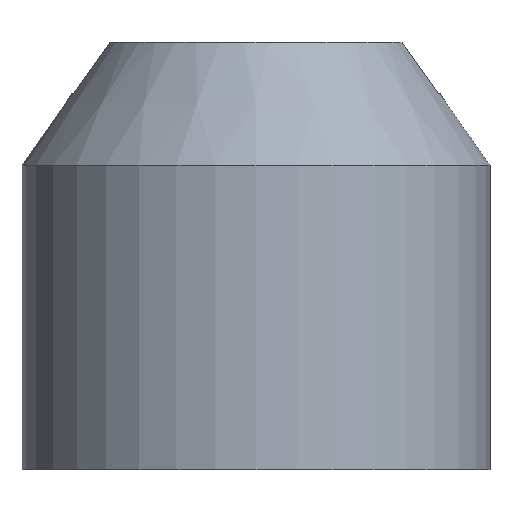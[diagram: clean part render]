
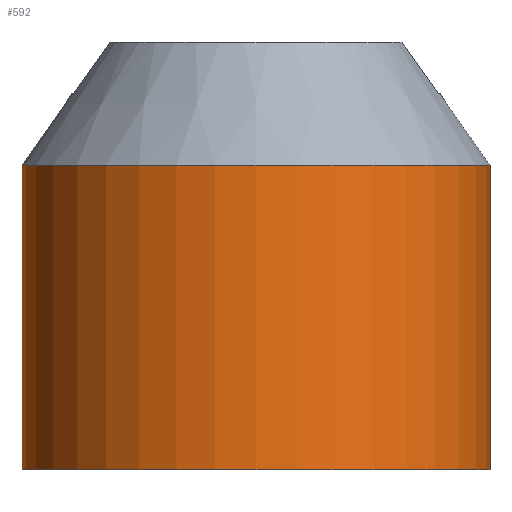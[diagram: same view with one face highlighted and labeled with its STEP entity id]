
A CAD part, front view. The second image highlights one B-rep face of the part: STEP entity #592.
In plain terms, the highlighted cylindrical face has radius 20 mm (diameter 40 mm), a partial arc.
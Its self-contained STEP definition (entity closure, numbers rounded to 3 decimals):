
#72=CARTESIAN_POINT('',(0.,0.,0.));
#73=DIRECTION('',(0.,0.,1.));
#74=DIRECTION('',(-1.,0.,0.));
#75=AXIS2_PLACEMENT_3D('',#72,#73,#74);
#82=DIRECTION('',(0.,0.,1.));
#83=VECTOR('',#82,26.);
#84=CARTESIAN_POINT('',(20.,0.,0.));
#85=LINE('',#84,#83);
#194=CARTESIAN_POINT('',(0.,0.,26.));
#195=DIRECTION('',(0.,0.,-1.));
#196=DIRECTION('',(1.,0.,0.));
#197=AXIS2_PLACEMENT_3D('',#194,#195,#196);
#199=DIRECTION('',(0.,0.,1.));
#200=VECTOR('',#199,26.);
#201=CARTESIAN_POINT('',(-20.,0.,0.));
#202=LINE('',#201,#200);
#257=CARTESIAN_POINT('',(20.,0.,0.));
#258=CARTESIAN_POINT('',(-20.,0.,0.));
#259=VERTEX_POINT('',#257);
#260=VERTEX_POINT('',#258);
#261=CARTESIAN_POINT('',(-20.,0.,26.));
#262=CARTESIAN_POINT('',(20.,0.,26.));
#263=VERTEX_POINT('',#261);
#264=VERTEX_POINT('',#262);
#581=CARTESIAN_POINT('',(0.,0.,0.));
#582=DIRECTION('',(0.,0.,1.));
#583=DIRECTION('',(1.,0.,0.));
#584=AXIS2_PLACEMENT_3D('',#581,#582,#583);
#585=CYLINDRICAL_SURFACE('',#584,20.);
#586=ORIENTED_EDGE('',*,*,#565,.F.);
#587=ORIENTED_EDGE('',*,*,#336,.F.);
#588=ORIENTED_EDGE('',*,*,#314,.F.);
#589=ORIENTED_EDGE('',*,*,#333,.T.);
#590=EDGE_LOOP('',(#586,#587,#588,#589));
#591=FACE_OUTER_BOUND('',#590,.F.);
#592=ADVANCED_FACE('',(#591),#585,.T.);
#76=CIRCLE('',#75,20.);
#198=CIRCLE('',#197,20.);
#314=EDGE_CURVE('',#260,#259,#76,.T.);
#333=EDGE_CURVE('',#260,#263,#202,.T.);
#336=EDGE_CURVE('',#259,#264,#85,.T.);
#565=EDGE_CURVE('',#264,#263,#198,.T.);
